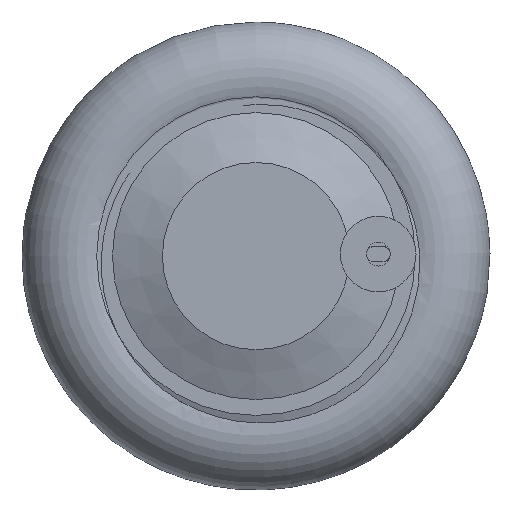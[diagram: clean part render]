
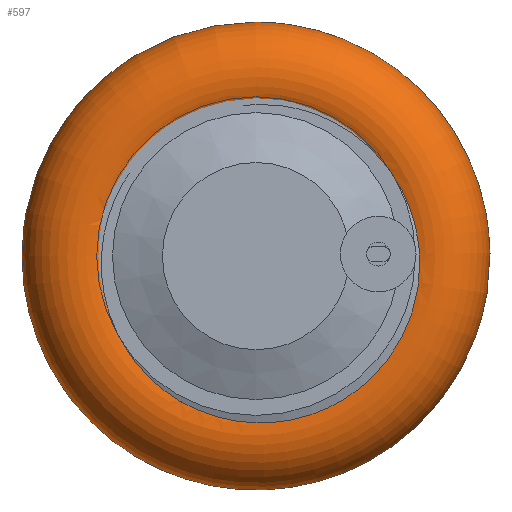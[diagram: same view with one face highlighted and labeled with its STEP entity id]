
A CAD part, left-side view. The second image highlights one B-rep face of the part: STEP entity #597.
In plain terms, the highlighted toroidal (fillet/blend) face has major radius 105 mm and minor radius 32.5 mm.
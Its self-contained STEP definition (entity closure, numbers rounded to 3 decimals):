
#15=TOROIDAL_SURFACE('',#700,105.,32.5);
#16=B_SPLINE_CURVE_WITH_KNOTS('',3,(#1069,#1070,#1071,#1072,#1073,#1074,
#1075,#1076,#1077,#1078,#1079,#1080,#1081,#1082,#1083,#1084,#1085,#1086,
#1087,#1088,#1089,#1090,#1091,#1092,#1093,#1094),.UNSPECIFIED.,.F.,.F.,
(4,2,2,2,2,2,2,2,2,2,2,2,4),(-58.996,-56.933,-54.867,
-51.227,-47.599,-43.979,-40.363,
-36.743,-33.111,-29.46,-25.79,
-22.103,-19.812),.UNSPECIFIED.);
#17=B_SPLINE_CURVE_WITH_KNOTS('',3,(#1096,#1097,#1098,#1099,#1100,#1101),
 .UNSPECIFIED.,.F.,.F.,(4,2,4),(-4.793,-3.658,0.),
 .UNSPECIFIED.);
#18=B_SPLINE_CURVE_WITH_KNOTS('',3,(#1102,#1103,#1104,#1105,#1106,#1107,
#1108,#1109,#1110,#1111,#1112,#1113),.UNSPECIFIED.,.F.,.F.,(4,2,2,2,2,4),
(-19.812,-18.405,-14.705,-11.011,
-7.328,-4.793),.UNSPECIFIED.);
#19=B_SPLINE_CURVE_WITH_KNOTS('',3,(#1117,#1118,#1119,#1120,#1121,#1122,
#1123,#1124,#1125,#1126,#1127,#1128),.UNSPECIFIED.,.F.,.F.,(4,2,2,2,2,4),
(-54.212,-51.227,-47.599,-43.979,
-40.363,-39.195),.UNSPECIFIED.);
#20=B_SPLINE_CURVE_WITH_KNOTS('',3,(#1130,#1131,#1132,#1133,#1134,#1135,
#1136,#1137),.UNSPECIFIED.,.F.,.F.,(4,2,2,4),(-58.996,-56.933,
-54.867,-54.212),.UNSPECIFIED.);
#21=B_SPLINE_CURVE_WITH_KNOTS('',3,(#1138,#1139,#1140,#1141,#1142,#1143,
#1144,#1145,#1146,#1147,#1148,#1149,#1150,#1151,#1152,#1153,#1154,#1155,
#1156,#1157,#1158,#1159,#1160,#1161),.UNSPECIFIED.,.F.,.F.,(4,2,2,2,2,2,
2,2,2,2,2,4),(-39.195,-36.743,-33.111,-29.46,
-25.79,-22.103,-18.405,-14.705,
-11.011,-7.328,-3.658,0.),.UNSPECIFIED.);
#152=FACE_OUTER_BOUND('',#197,.T.);
#197=EDGE_LOOP('',(#527,#528,#529,#530,#531,#532,#533,#534));
#243=CIRCLE('',#701,32.5);
#289=VERTEX_POINT('',#1067);
#290=VERTEX_POINT('',#1068);
#291=VERTEX_POINT('',#1095);
#292=VERTEX_POINT('',#1114);
#293=VERTEX_POINT('',#1116);
#294=VERTEX_POINT('',#1129);
#367=EDGE_CURVE('',#289,#290,#16,.T.);
#368=EDGE_CURVE('',#291,#289,#17,.T.);
#369=EDGE_CURVE('',#290,#291,#18,.T.);
#371=EDGE_CURVE('',#293,#292,#19,.T.);
#372=EDGE_CURVE('',#294,#293,#20,.T.);
#373=EDGE_CURVE('',#292,#294,#21,.T.);
#374=EDGE_CURVE('',#291,#293,#243,.T.);
#527=ORIENTED_EDGE('',*,*,#367,.T.);
#528=ORIENTED_EDGE('',*,*,#369,.T.);
#529=ORIENTED_EDGE('',*,*,#374,.T.);
#530=ORIENTED_EDGE('',*,*,#371,.T.);
#531=ORIENTED_EDGE('',*,*,#373,.T.);
#532=ORIENTED_EDGE('',*,*,#372,.T.);
#533=ORIENTED_EDGE('',*,*,#374,.F.);
#534=ORIENTED_EDGE('',*,*,#368,.T.);
#597=ADVANCED_FACE('',(#152),#15,.T.);
#700=AXIS2_PLACEMENT_3D('',#1162,#903,#904);
#701=AXIS2_PLACEMENT_3D('',#1163,#905,#906);
#903=DIRECTION('center_axis',(1.,0.,0.));
#904=DIRECTION('ref_axis',(0.,0.,-1.));
#905=DIRECTION('center_axis',(0.,-1.,0.));
#906=DIRECTION('ref_axis',(0.,0.,1.));
#1067=CARTESIAN_POINT('',(352.658,115.378,77.305));
#1068=CARTESIAN_POINT('',(356.024,-26.253,-3.037));
#1069=CARTESIAN_POINT('Ctrl Pts',(352.658,115.378,77.305));
#1070=CARTESIAN_POINT('Ctrl Pts',(352.658,121.28,73.776));
#1071=CARTESIAN_POINT('Ctrl Pts',(352.685,126.776,69.608));
#1072=CARTESIAN_POINT('Ctrl Pts',(352.787,136.761,60.137));
#1073=CARTESIAN_POINT('Ctrl Pts',(352.863,141.218,54.863));
#1074=CARTESIAN_POINT('Ctrl Pts',(353.131,151.82,39.076));
#1075=CARTESIAN_POINT('Ctrl Pts',(353.363,156.561,27.786));
#1076=CARTESIAN_POINT('Ctrl Pts',(353.886,161.463,4.065));
#1077=CARTESIAN_POINT('Ctrl Pts',(354.171,161.593,-8.14));
#1078=CARTESIAN_POINT('Ctrl Pts',(354.73,157.207,-31.893));
#1079=CARTESIAN_POINT('Ctrl Pts',(354.998,152.745,-43.22));
#1080=CARTESIAN_POINT('Ctrl Pts',(355.48,139.775,-63.547));
#1081=CARTESIAN_POINT('Ctrl Pts',(355.689,131.391,-72.359));
#1082=CARTESIAN_POINT('Ctrl Pts',(356.041,111.731,-86.328));
#1083=CARTESIAN_POINT('Ctrl Pts',(356.18,100.635,-91.35));
#1084=CARTESIAN_POINT('Ctrl Pts',(356.395,77.11,-96.914));
#1085=CARTESIAN_POINT('Ctrl Pts',(356.47,64.897,-97.388));
#1086=CARTESIAN_POINT('Ctrl Pts',(356.569,40.91,-93.649));
#1087=CARTESIAN_POINT('Ctrl Pts',(356.592,29.367,-89.448));
#1088=CARTESIAN_POINT('Ctrl Pts',(356.591,8.479,-76.83));
#1089=CARTESIAN_POINT('Ctrl Pts',(356.567,-0.652,-68.512));
#1090=CARTESIAN_POINT('Ctrl Pts',(356.464,-15.229,-48.79));
#1091=CARTESIAN_POINT('Ctrl Pts',(356.385,-20.517,-37.563));
#1092=CARTESIAN_POINT('Ctrl Pts',(356.203,-25.327,-18.227));
#1093=CARTESIAN_POINT('Ctrl Pts',(356.12,-26.253,-10.637));
#1094=CARTESIAN_POINT('Ctrl Pts',(356.024,-26.253,-3.037));
#1095=CARTESIAN_POINT('',(353.058,70.,90.528));
#1096=CARTESIAN_POINT('Ctrl Pts',(353.058,70.,90.528));
#1097=CARTESIAN_POINT('Ctrl Pts',(352.998,73.764,90.422));
#1098=CARTESIAN_POINT('Ctrl Pts',(352.944,77.526,90.088));
#1099=CARTESIAN_POINT('Ctrl Pts',(352.742,93.322,87.713));
#1100=CARTESIAN_POINT('Ctrl Pts',(352.658,104.911,83.562));
#1101=CARTESIAN_POINT('Ctrl Pts',(352.658,115.378,77.305));
#1102=CARTESIAN_POINT('Ctrl Pts',(356.024,-26.253,-3.037));
#1103=CARTESIAN_POINT('Ctrl Pts',(355.965,-26.253,1.63));
#1104=CARTESIAN_POINT('Ctrl Pts',(355.9,-25.904,6.302));
#1105=CARTESIAN_POINT('Ctrl Pts',(355.646,-23.363,23.131));
#1106=CARTESIAN_POINT('Ctrl Pts',(355.426,-19.13,34.84));
#1107=CARTESIAN_POINT('Ctrl Pts',(354.923,-6.381,55.928));
#1108=CARTESIAN_POINT('Ctrl Pts',(354.645,2.006,65.104));
#1109=CARTESIAN_POINT('Ctrl Pts',(354.074,21.818,79.661));
#1110=CARTESIAN_POINT('Ctrl Pts',(353.787,33.043,84.913));
#1111=CARTESIAN_POINT('Ctrl Pts',(353.352,53.165,89.87));
#1112=CARTESIAN_POINT('Ctrl Pts',(353.191,61.588,90.767));
#1113=CARTESIAN_POINT('Ctrl Pts',(353.058,70.,90.528));
#1114=CARTESIAN_POINT('',(293.366,-26.253,-3.037));
#1116=CARTESIAN_POINT('',(296.332,70.,90.528));
#1117=CARTESIAN_POINT('Ctrl Pts',(296.332,70.,90.528));
#1118=CARTESIAN_POINT('Ctrl Pts',(296.174,60.083,90.809));
#1119=CARTESIAN_POINT('Ctrl Pts',(295.98,50.171,89.512));
#1120=CARTESIAN_POINT('Ctrl Pts',(295.504,29.047,83.222));
#1121=CARTESIAN_POINT('Ctrl Pts',(295.219,18.235,77.557));
#1122=CARTESIAN_POINT('Ctrl Pts',(294.66,-0.61,62.449));
#1123=CARTESIAN_POINT('Ctrl Pts',(294.392,-8.475,53.156));
#1124=CARTESIAN_POINT('Ctrl Pts',(293.91,-20.238,32.107));
#1125=CARTESIAN_POINT('Ctrl Pts',(293.7,-24.03,20.55));
#1126=CARTESIAN_POINT('Ctrl Pts',(293.468,-26.012,4.727));
#1127=CARTESIAN_POINT('Ctrl Pts',(293.415,-26.253,0.843));
#1128=CARTESIAN_POINT('Ctrl Pts',(293.366,-26.253,-3.037));
#1129=CARTESIAN_POINT('',(296.731,115.378,77.305));
#1130=CARTESIAN_POINT('Ctrl Pts',(296.731,115.378,77.305));
#1131=CARTESIAN_POINT('Ctrl Pts',(296.731,109.475,80.834));
#1132=CARTESIAN_POINT('Ctrl Pts',(296.705,103.201,83.701));
#1133=CARTESIAN_POINT('Ctrl Pts',(296.602,90.132,88.012));
#1134=CARTESIAN_POINT('Ctrl Pts',(296.526,83.376,89.44));
#1135=CARTESIAN_POINT('Ctrl Pts',(296.399,74.352,90.329));
#1136=CARTESIAN_POINT('Ctrl Pts',(296.366,72.176,90.467));
#1137=CARTESIAN_POINT('Ctrl Pts',(296.332,70.,90.528));
#1138=CARTESIAN_POINT('Ctrl Pts',(293.366,-26.253,-3.037));
#1139=CARTESIAN_POINT('Ctrl Pts',(293.262,-26.253,-11.175));
#1140=CARTESIAN_POINT('Ctrl Pts',(293.175,-25.192,-19.295));
#1141=CARTESIAN_POINT('Ctrl Pts',(292.994,-19.959,-38.887));
#1142=CARTESIAN_POINT('Ctrl Pts',(292.919,-14.595,-49.869));
#1143=CARTESIAN_POINT('Ctrl Pts',(292.82,0.055,-69.227));
#1144=CARTESIAN_POINT('Ctrl Pts',(292.797,9.221,-77.405));
#1145=CARTESIAN_POINT('Ctrl Pts',(292.799,30.224,-89.829));
#1146=CARTESIAN_POINT('Ctrl Pts',(292.823,41.874,-93.934));
#1147=CARTESIAN_POINT('Ctrl Pts',(292.926,66.148,-97.436));
#1148=CARTESIAN_POINT('Ctrl Pts',(293.004,78.54,-96.778));
#1149=CARTESIAN_POINT('Ctrl Pts',(293.23,102.393,-90.704));
#1150=CARTESIAN_POINT('Ctrl Pts',(293.375,113.618,-85.333));
#1151=CARTESIAN_POINT('Ctrl Pts',(293.744,133.348,-70.549));
#1152=CARTESIAN_POINT('Ctrl Pts',(293.964,141.658,-61.277));
#1153=CARTESIAN_POINT('Ctrl Pts',(294.466,154.196,-40.063));
#1154=CARTESIAN_POINT('Ctrl Pts',(294.744,158.308,-28.332));
#1155=CARTESIAN_POINT('Ctrl Pts',(295.315,161.75,-3.988));
#1156=CARTESIAN_POINT('Ctrl Pts',(295.603,161.061,8.385));
#1157=CARTESIAN_POINT('Ctrl Pts',(296.117,154.959,32.117));
#1158=CARTESIAN_POINT('Ctrl Pts',(296.339,149.621,43.251));
#1159=CARTESIAN_POINT('Ctrl Pts',(296.647,134.988,62.806));
#1160=CARTESIAN_POINT('Ctrl Pts',(296.731,125.844,71.048));
#1161=CARTESIAN_POINT('Ctrl Pts',(296.731,115.378,77.305));
#1162=CARTESIAN_POINT('Origin',(324.695,70.,1.396));
#1163=CARTESIAN_POINT('Origin',(324.695,70.,106.396));
